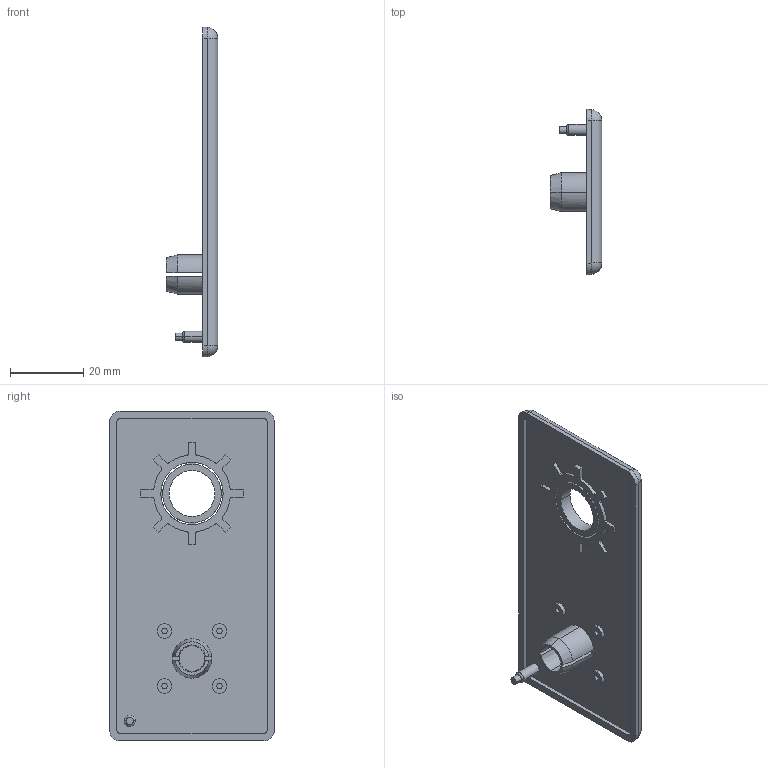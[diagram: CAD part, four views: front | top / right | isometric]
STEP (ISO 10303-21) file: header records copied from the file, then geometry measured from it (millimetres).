
FILE_DESCRIPTION(('STEP AP214'),'1');
FILE_NAME('cctmp_A1068CB9-323A-4C36-997A-17E3BA4F9B6A_2022_03_19_07_49_55_0387..stp','2022-03-19T06:49:55',('Bosch Rexroth AG'),('CADClick - www.CADClick.com'),'Spatial InterOp 3D',' ','unknown authorization - (Healing Option Enabled)');
FILE_SCHEMA(('AUTOMOTIVE_DESIGN'));
Length unit declared in the file: millimetre
Products named in the file (1): 2022_03_19_07_49_55_0387
Bounding box: 14 x 45 x 90 mm (x, y, z)
Volume: 12189 mm3; surface area: 10164.1 mm2
Topology: 1 solids, 1 shells, 153 faces, 410 edges, 270 vertices
Faces by surface type: cylinder 76, plane 65, cone 6, sphere 4, torus 2
Entity records: 6142 total; most frequent: DIRECTION 912, CARTESIAN_POINT 862, ORIENTED_EDGE 820, EDGE_CURVE 410, AXIS2_PLACEMENT_3D 356, VERTEX_POINT 270, LINE 200, VECTOR 200
